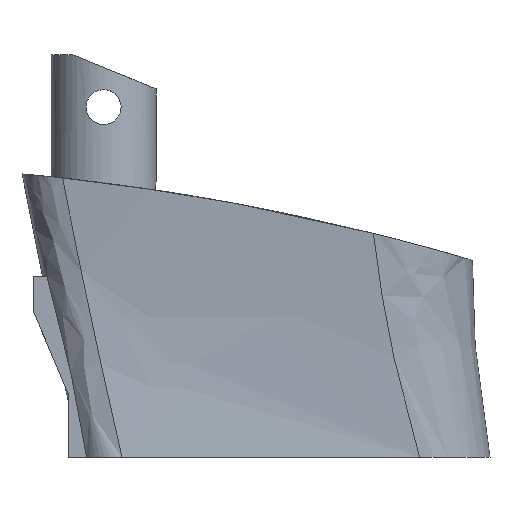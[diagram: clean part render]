
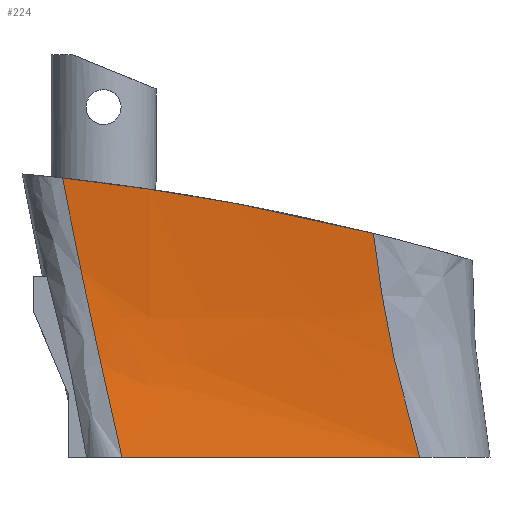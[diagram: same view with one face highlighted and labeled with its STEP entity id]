
A CAD part, left-side view. The second image highlights one B-rep face of the part: STEP entity #224.
In plain terms, the highlighted free-form (B-spline) face has degree [10, 2] with [11, 3] control points.
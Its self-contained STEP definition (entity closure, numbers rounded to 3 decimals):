
#99 = EDGE_CURVE('',#100,#102,#104,.T.);
#100 = VERTEX_POINT('',#101);
#101 = CARTESIAN_POINT('',(-4.903,-310.052,11.));
#102 = VERTEX_POINT('',#103);
#103 = CARTESIAN_POINT('',(-6.523,-307.412,
    23.792));
#104 = B_SPLINE_CURVE_WITH_KNOTS('',2,(#105,#106,#107),.UNSPECIFIED.,.F.
  ,.F.,(3,3),(0.,1.),.PIECEWISE_BEZIER_KNOTS.);
#105 = CARTESIAN_POINT('',(-4.903,-310.052,11.));
#106 = CARTESIAN_POINT('',(-5.626,-307.578,
    19.26));
#107 = CARTESIAN_POINT('',(-7.18,-307.093,27.5));
#224 = ADVANCED_FACE('',(#225),#261,.T.);
#225 = FACE_BOUND('',#226,.T.);
#226 = EDGE_LOOP('',(#227,#237,#243,#244));
#227 = ORIENTED_EDGE('',*,*,#228,.F.);
#228 = EDGE_CURVE('',#229,#231,#233,.T.);
#229 = VERTEX_POINT('',#230);
#230 = CARTESIAN_POINT('',(-8.305,-293.059,11.));
#231 = VERTEX_POINT('',#232);
#232 = CARTESIAN_POINT('',(-9.412,-289.652,
    26.956));
#233 = B_SPLINE_CURVE_WITH_KNOTS('',2,(#234,#235,#236),.UNSPECIFIED.,.F.
  ,.F.,(3,3),(0.,1.),.PIECEWISE_BEZIER_KNOTS.);
#234 = CARTESIAN_POINT('',(-8.305,-293.059,11.));
#235 = CARTESIAN_POINT('',(-7.714,-291.149,
    19.26));
#236 = CARTESIAN_POINT('',(-9.53,-289.546,27.5));
#237 = ORIENTED_EDGE('',*,*,#238,.T.);
#238 = EDGE_CURVE('',#229,#100,#239,.T.);
#239 = LINE('',#240,#241);
#240 = CARTESIAN_POINT('',(-8.305,-293.059,11.));
#241 = VECTOR('',#242,1.);
#242 = DIRECTION('',(0.196,-0.981,0.));
#243 = ORIENTED_EDGE('',*,*,#99,.T.);
#244 = ORIENTED_EDGE('',*,*,#245,.T.);
#245 = EDGE_CURVE('',#102,#231,#246,.T.);
#246 = B_SPLINE_CURVE_WITH_KNOTS('',4,(#247,#248,#249,#250,#251,#252,
    #253,#254,#255,#256,#257,#258,#259,#260),.UNSPECIFIED.,.F.,.F.,(5,3,
    3,3,5),(0.,0.251,0.502,0.751,1.),
  .UNSPECIFIED.);
#247 = CARTESIAN_POINT('',(-6.523,-307.412,
    23.792));
#248 = CARTESIAN_POINT('',(-6.713,-306.313,
    24.065));
#249 = CARTESIAN_POINT('',(-6.9,-305.211,
    24.326));
#250 = CARTESIAN_POINT('',(-7.087,-304.106,
    24.575));
#251 = CARTESIAN_POINT('',(-7.456,-301.893,
    25.046));
#252 = CARTESIAN_POINT('',(-7.639,-300.786,
    25.269));
#253 = CARTESIAN_POINT('',(-7.821,-299.677,
    25.479));
#254 = CARTESIAN_POINT('',(-8.182,-297.455,
    25.875));
#255 = CARTESIAN_POINT('',(-8.361,-296.344,
    26.06));
#256 = CARTESIAN_POINT('',(-8.539,-295.23,
    26.232));
#257 = CARTESIAN_POINT('',(-8.892,-293.001,26.552
    ));
#258 = CARTESIAN_POINT('',(-9.067,-291.887,
    26.699));
#259 = CARTESIAN_POINT('',(-9.24,-290.77,
    26.834));
#260 = CARTESIAN_POINT('',(-9.412,-289.652,
    26.956));
#261 = B_SPLINE_SURFACE_WITH_KNOTS('',10,2,(
    (#262,#263,#264)
    ,(#265,#266,#267)
    ,(#268,#269,#270)
    ,(#271,#272,#273)
    ,(#274,#275,#276)
    ,(#277,#278,#279)
    ,(#280,#281,#282)
    ,(#283,#284,#285)
    ,(#286,#287,#288)
    ,(#289,#290,#291)
    ,(#292,#293,#294
    )),.UNSPECIFIED.,.F.,.F.,.F.,(11,11),(3,3),(5.,6.),(0.,1.),
  .PIECEWISE_BEZIER_KNOTS.);
#262 = CARTESIAN_POINT('',(-8.305,-293.059,11.));
#263 = CARTESIAN_POINT('',(-7.714,-291.149,
    19.26));
#264 = CARTESIAN_POINT('',(-9.53,-289.546,27.5));
#265 = CARTESIAN_POINT('',(-7.965,-294.758,11.));
#266 = CARTESIAN_POINT('',(-7.505,-292.792,
    19.26));
#267 = CARTESIAN_POINT('',(-9.295,-291.301,27.5));
#268 = CARTESIAN_POINT('',(-7.625,-296.458,11.));
#269 = CARTESIAN_POINT('',(-7.296,-294.435,
    19.26));
#270 = CARTESIAN_POINT('',(-9.06,-293.055,27.5));
#271 = CARTESIAN_POINT('',(-7.284,-298.157,11.));
#272 = CARTESIAN_POINT('',(-7.088,-296.078,
    19.26));
#273 = CARTESIAN_POINT('',(-8.825,-294.81,27.5));
#274 = CARTESIAN_POINT('',(-6.944,-299.856,11.));
#275 = CARTESIAN_POINT('',(-6.879,-297.721,
    19.26));
#276 = CARTESIAN_POINT('',(-8.59,-296.565,27.5));
#277 = CARTESIAN_POINT('',(-6.604,-301.555,11.));
#278 = CARTESIAN_POINT('',(-6.67,-299.364,
    19.26));
#279 = CARTESIAN_POINT('',(-8.355,-298.319,27.5));
#280 = CARTESIAN_POINT('',(-6.264,-303.255,11.));
#281 = CARTESIAN_POINT('',(-6.461,-301.006,
    19.26));
#282 = CARTESIAN_POINT('',(-8.12,-300.074,27.5));
#283 = CARTESIAN_POINT('',(-5.923,-304.954,11.));
#284 = CARTESIAN_POINT('',(-6.253,-302.649,
    19.26));
#285 = CARTESIAN_POINT('',(-7.885,-301.829,27.5));
#286 = CARTESIAN_POINT('',(-5.583,-306.653,11.));
#287 = CARTESIAN_POINT('',(-6.044,-304.292,
    19.26));
#288 = CARTESIAN_POINT('',(-7.65,-303.584,27.5));
#289 = CARTESIAN_POINT('',(-5.243,-308.352,11.));
#290 = CARTESIAN_POINT('',(-5.835,-305.935,
    19.26));
#291 = CARTESIAN_POINT('',(-7.415,-305.338,27.5));
#292 = CARTESIAN_POINT('',(-4.903,-310.052,11.));
#293 = CARTESIAN_POINT('',(-5.626,-307.578,
    19.26));
#294 = CARTESIAN_POINT('',(-7.18,-307.093,27.5));
